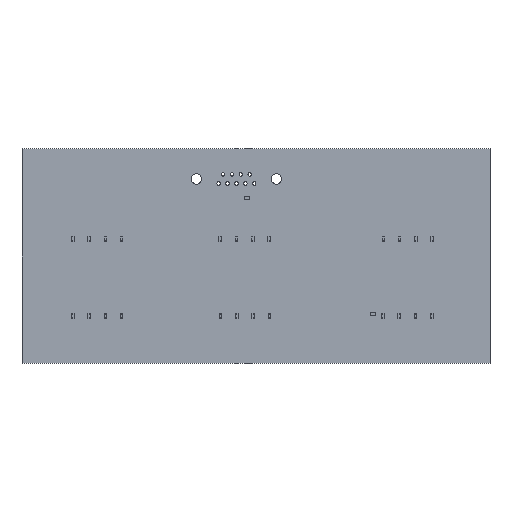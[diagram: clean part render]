
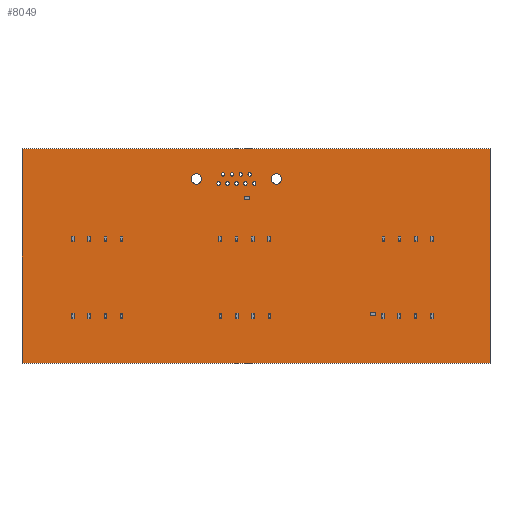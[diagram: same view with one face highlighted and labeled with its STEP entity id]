
A CAD part, top view. The second image highlights one B-rep face of the part: STEP entity #8049.
In plain terms, the highlighted planar face has unit normal (0, 0, 1).
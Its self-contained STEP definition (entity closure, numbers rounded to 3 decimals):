
#7524 = VERTEX_POINT('',#7525);
#7525 = CARTESIAN_POINT('',(25.4,58.42,0.));
#7531 = EDGE_CURVE('',#7524,#7532,#7534,.T.);
#7532 = VERTEX_POINT('',#7533);
#7533 = CARTESIAN_POINT('',(171.45,58.42,0.));
#7534 = LINE('',#7535,#7536);
#7535 = CARTESIAN_POINT('',(25.4,58.42,0.));
#7536 = VECTOR('',#7537,1.);
#7537 = DIRECTION('',(1.,0.,0.));
#7562 = EDGE_CURVE('',#7532,#7563,#7565,.T.);
#7563 = VERTEX_POINT('',#7564);
#7564 = CARTESIAN_POINT('',(171.45,125.349,0.));
#7565 = LINE('',#7566,#7567);
#7566 = CARTESIAN_POINT('',(171.45,58.42,0.));
#7567 = VECTOR('',#7568,1.);
#7568 = DIRECTION('',(0.,1.,0.));
#7593 = EDGE_CURVE('',#7563,#7594,#7596,.T.);
#7594 = VERTEX_POINT('',#7595);
#7595 = CARTESIAN_POINT('',(25.4,125.349,0.));
#7596 = LINE('',#7597,#7598);
#7597 = CARTESIAN_POINT('',(171.45,125.349,0.));
#7598 = VECTOR('',#7599,1.);
#7599 = DIRECTION('',(-1.,0.,0.));
#7624 = EDGE_CURVE('',#7594,#7524,#7625,.T.);
#7625 = LINE('',#7626,#7627);
#7626 = CARTESIAN_POINT('',(25.4,125.349,0.));
#7627 = VECTOR('',#7628,1.);
#7628 = DIRECTION('',(0.,-1.,0.));
#7648 = VERTEX_POINT('',#7649);
#7649 = CARTESIAN_POINT('',(87.322,114.508,0.));
#7655 = EDGE_CURVE('',#7648,#7648,#7656,.T.);
#7656 = CIRCLE('',#7657,0.545);
#7657 = AXIS2_PLACEMENT_3D('',#7658,#7659,#7660);
#7658 = CARTESIAN_POINT('',(86.777,114.508,0.));
#7659 = DIRECTION('',(0.,0.,1.));
#7660 = DIRECTION('',(1.,0.,0.));
#7681 = VERTEX_POINT('',#7682);
#7682 = CARTESIAN_POINT('',(90.092,114.508,0.));
#7688 = EDGE_CURVE('',#7681,#7681,#7689,.T.);
#7689 = CIRCLE('',#7690,0.545);
#7690 = AXIS2_PLACEMENT_3D('',#7691,#7692,#7693);
#7691 = CARTESIAN_POINT('',(89.547,114.508,0.));
#7692 = DIRECTION('',(0.,0.,1.));
#7693 = DIRECTION('',(1.,0.,0.));
#7714 = VERTEX_POINT('',#7715);
#7715 = CARTESIAN_POINT('',(81.452,115.928,0.));
#7721 = EDGE_CURVE('',#7714,#7714,#7722,.T.);
#7722 = CIRCLE('',#7723,1.63);
#7723 = AXIS2_PLACEMENT_3D('',#7724,#7725,#7726);
#7724 = CARTESIAN_POINT('',(79.822,115.928,0.));
#7725 = DIRECTION('',(0.,0.,1.));
#7726 = DIRECTION('',(1.,0.,0.));
#7747 = VERTEX_POINT('',#7748);
#7748 = CARTESIAN_POINT('',(91.477,117.348,0.));
#7754 = EDGE_CURVE('',#7747,#7747,#7755,.T.);
#7755 = CIRCLE('',#7756,0.545);
#7756 = AXIS2_PLACEMENT_3D('',#7757,#7758,#7759);
#7757 = CARTESIAN_POINT('',(90.932,117.348,0.));
#7758 = DIRECTION('',(0.,0.,1.));
#7759 = DIRECTION('',(1.,0.,0.));
#7780 = VERTEX_POINT('',#7781);
#7781 = CARTESIAN_POINT('',(88.707,117.348,0.));
#7787 = EDGE_CURVE('',#7780,#7780,#7788,.T.);
#7788 = CIRCLE('',#7789,0.545);
#7789 = AXIS2_PLACEMENT_3D('',#7790,#7791,#7792);
#7790 = CARTESIAN_POINT('',(88.162,117.348,0.));
#7791 = DIRECTION('',(0.,0.,1.));
#7792 = DIRECTION('',(1.,0.,0.));
#7813 = VERTEX_POINT('',#7814);
#7814 = CARTESIAN_POINT('',(92.862,114.508,0.));
#7820 = EDGE_CURVE('',#7813,#7813,#7821,.T.);
#7821 = CIRCLE('',#7822,0.545);
#7822 = AXIS2_PLACEMENT_3D('',#7823,#7824,#7825);
#7823 = CARTESIAN_POINT('',(92.317,114.508,0.));
#7824 = DIRECTION('',(0.,0.,1.));
#7825 = DIRECTION('',(1.,0.,0.));
#7846 = VERTEX_POINT('',#7847);
#7847 = CARTESIAN_POINT('',(98.402,114.508,0.));
#7853 = EDGE_CURVE('',#7846,#7846,#7854,.T.);
#7854 = CIRCLE('',#7855,0.545);
#7855 = AXIS2_PLACEMENT_3D('',#7856,#7857,#7858);
#7856 = CARTESIAN_POINT('',(97.857,114.508,0.));
#7857 = DIRECTION('',(0.,0.,1.));
#7858 = DIRECTION('',(1.,0.,0.));
#7879 = VERTEX_POINT('',#7880);
#7880 = CARTESIAN_POINT('',(95.632,114.508,0.));
#7886 = EDGE_CURVE('',#7879,#7879,#7887,.T.);
#7887 = CIRCLE('',#7888,0.545);
#7888 = AXIS2_PLACEMENT_3D('',#7889,#7890,#7891);
#7889 = CARTESIAN_POINT('',(95.087,114.508,0.));
#7890 = DIRECTION('',(0.,0.,1.));
#7891 = DIRECTION('',(1.,0.,0.));
#7912 = VERTEX_POINT('',#7913);
#7913 = CARTESIAN_POINT('',(94.247,117.348,0.));
#7919 = EDGE_CURVE('',#7912,#7912,#7920,.T.);
#7920 = CIRCLE('',#7921,0.545);
#7921 = AXIS2_PLACEMENT_3D('',#7922,#7923,#7924);
#7922 = CARTESIAN_POINT('',(93.702,117.348,0.));
#7923 = DIRECTION('',(0.,0.,1.));
#7924 = DIRECTION('',(1.,0.,0.));
#7945 = VERTEX_POINT('',#7946);
#7946 = CARTESIAN_POINT('',(106.442,115.928,0.));
#7952 = EDGE_CURVE('',#7945,#7945,#7953,.T.);
#7953 = CIRCLE('',#7954,1.63);
#7954 = AXIS2_PLACEMENT_3D('',#7955,#7956,#7957);
#7955 = CARTESIAN_POINT('',(104.812,115.928,0.));
#7956 = DIRECTION('',(0.,0.,1.));
#7957 = DIRECTION('',(1.,0.,0.));
#7978 = VERTEX_POINT('',#7979);
#7979 = CARTESIAN_POINT('',(97.017,117.348,0.));
#7985 = EDGE_CURVE('',#7978,#7978,#7986,.T.);
#7986 = CIRCLE('',#7987,0.545);
#7987 = AXIS2_PLACEMENT_3D('',#7988,#7989,#7990);
#7988 = CARTESIAN_POINT('',(96.472,117.348,0.));
#7989 = DIRECTION('',(0.,0.,1.));
#7990 = DIRECTION('',(1.,0.,0.));
#8049 = ADVANCED_FACE('',(#8050,#8056,#8059,#8062,#8065,#8068,#8071,
    #8074,#8077,#8080,#8083,#8086),#8089,.F.);
#8050 = FACE_BOUND('',#8051,.T.);
#8051 = EDGE_LOOP('',(#8052,#8053,#8054,#8055));
#8052 = ORIENTED_EDGE('',*,*,#7531,.T.);
#8053 = ORIENTED_EDGE('',*,*,#7562,.T.);
#8054 = ORIENTED_EDGE('',*,*,#7593,.T.);
#8055 = ORIENTED_EDGE('',*,*,#7624,.T.);
#8056 = FACE_BOUND('',#8057,.F.);
#8057 = EDGE_LOOP('',(#8058));
#8058 = ORIENTED_EDGE('',*,*,#7655,.T.);
#8059 = FACE_BOUND('',#8060,.F.);
#8060 = EDGE_LOOP('',(#8061));
#8061 = ORIENTED_EDGE('',*,*,#7688,.T.);
#8062 = FACE_BOUND('',#8063,.F.);
#8063 = EDGE_LOOP('',(#8064));
#8064 = ORIENTED_EDGE('',*,*,#7721,.T.);
#8065 = FACE_BOUND('',#8066,.F.);
#8066 = EDGE_LOOP('',(#8067));
#8067 = ORIENTED_EDGE('',*,*,#7754,.T.);
#8068 = FACE_BOUND('',#8069,.F.);
#8069 = EDGE_LOOP('',(#8070));
#8070 = ORIENTED_EDGE('',*,*,#7787,.T.);
#8071 = FACE_BOUND('',#8072,.F.);
#8072 = EDGE_LOOP('',(#8073));
#8073 = ORIENTED_EDGE('',*,*,#7820,.T.);
#8074 = FACE_BOUND('',#8075,.F.);
#8075 = EDGE_LOOP('',(#8076));
#8076 = ORIENTED_EDGE('',*,*,#7853,.T.);
#8077 = FACE_BOUND('',#8078,.F.);
#8078 = EDGE_LOOP('',(#8079));
#8079 = ORIENTED_EDGE('',*,*,#7886,.T.);
#8080 = FACE_BOUND('',#8081,.F.);
#8081 = EDGE_LOOP('',(#8082));
#8082 = ORIENTED_EDGE('',*,*,#7919,.T.);
#8083 = FACE_BOUND('',#8084,.F.);
#8084 = EDGE_LOOP('',(#8085));
#8085 = ORIENTED_EDGE('',*,*,#7952,.T.);
#8086 = FACE_BOUND('',#8087,.F.);
#8087 = EDGE_LOOP('',(#8088));
#8088 = ORIENTED_EDGE('',*,*,#7985,.T.);
#8089 = PLANE('',#8090);
#8090 = AXIS2_PLACEMENT_3D('',#8091,#8092,#8093);
#8091 = CARTESIAN_POINT('',(25.4,58.42,0.));
#8092 = DIRECTION('',(0.,0.,-1.));
#8093 = DIRECTION('',(-1.,0.,0.));
